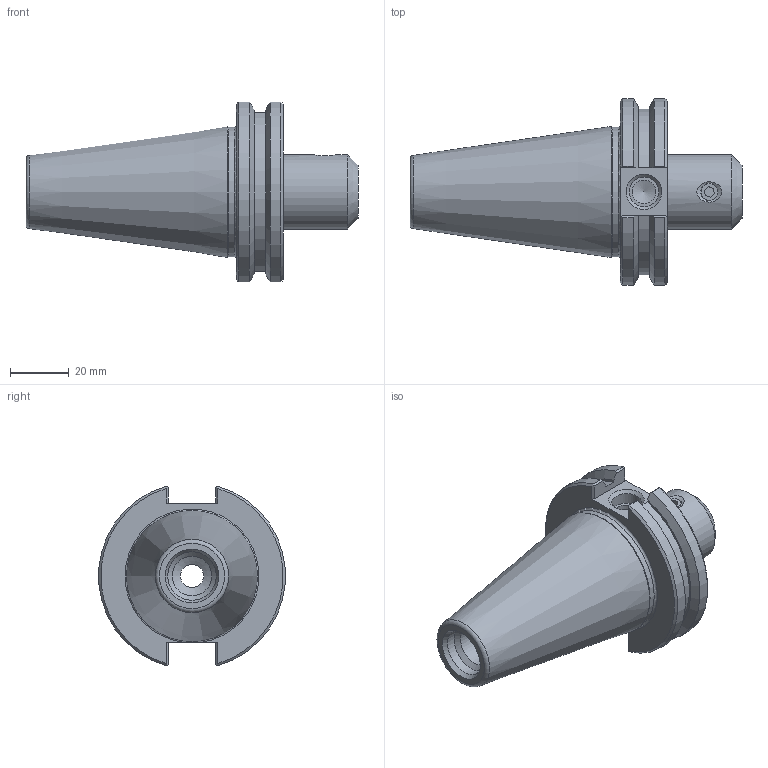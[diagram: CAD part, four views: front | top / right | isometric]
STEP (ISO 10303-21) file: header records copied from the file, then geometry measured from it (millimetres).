
FILE_DESCRIPTION((''),'2;1');
FILE_NAME('C40-31EM1.iam.stp','2014-07-07T09:43:09',(''),(''),'Autodesk Inventor 2012','Autodesk Inventor 2012','');
FILE_SCHEMA(('AUTOMOTIVE_DESIGN { 1 0 10303 214 1 1 1 1 }'));
Length unit declared in the file: inch
Products named in the file (3): C40-31EM1; C40-31EM1-1; 029-018
Assembly tree (2 placements, depth 2):
  C40-31EM1
    C40-31EM1-1
    029-018
Bounding box: 112.71 x 63.26 x 61.05 mm (x, y, z)
Volume: 111269.1 mm3; surface area: 23201.5 mm2
Topology: 2 solids, 2 shells, 79 faces, 204 edges, 132 vertices
Faces by surface type: plane 40, cone 21, cylinder 16, torus 2
Full cylindrical faces by diameter (mm): 5.309 x1, 5.359 x1, 6.35 x1, 7.938 x1, 8 x1, 10.046 x1, 13.386 x1, 16.459 x1, 25.4 x1, 43.942 x1
Entity records: 2452 total; most frequent: CARTESIAN_POINT 560, DIRECTION 351, ORIENTED_EDGE 342, EDGE_CURVE 171, AXIS2_PLACEMENT_3D 132, VERTEX_POINT 124, EDGE_LOOP 111, VECTOR 87
